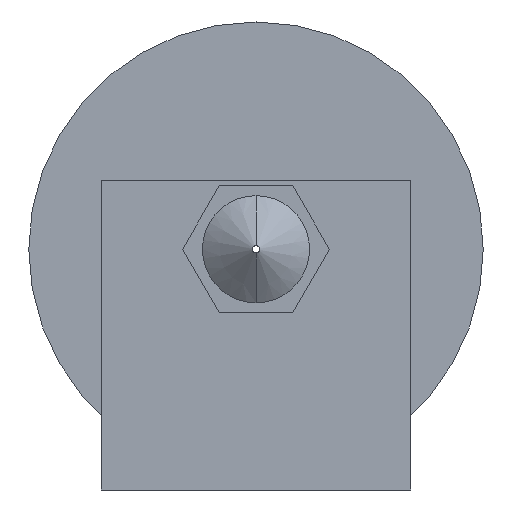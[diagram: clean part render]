
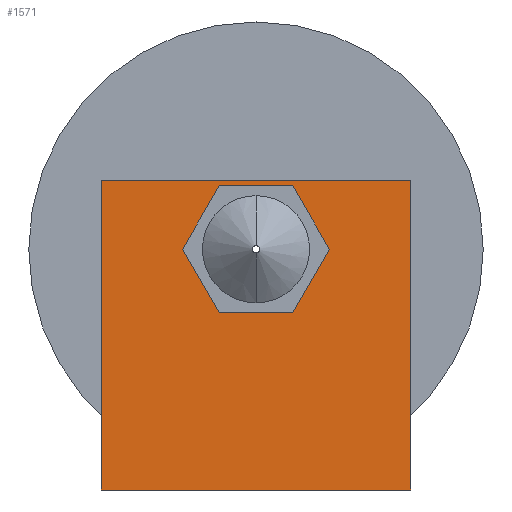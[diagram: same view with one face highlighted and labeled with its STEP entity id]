
A CAD part, front view. The second image highlights one B-rep face of the part: STEP entity #1571.
In plain terms, the highlighted planar face has unit normal (0, -1, 0).
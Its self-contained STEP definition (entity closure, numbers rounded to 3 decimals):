
#7 = ORIENTED_EDGE ( 'NONE', *, *, #1600, .F. ) ;
#81 = ORIENTED_EDGE ( 'NONE', *, *, #2778, .F. ) ;
#91 = VECTOR ( 'NONE', #396, 1000. ) ;
#111 = CARTESIAN_POINT ( 'NONE',  ( 8.5, -15., -13.242 ) ) ;
#156 = LINE ( 'NONE', #958, #1245 ) ;
#161 = EDGE_LOOP ( 'NONE', ( #901, #81, #361, #7, #2369, #430 ) ) ;
#295 = DIRECTION ( 'NONE',  ( 0., 0., 1. ) ) ;
#305 = CARTESIAN_POINT ( 'NONE',  ( -2.021, -15., 3.5 ) ) ;
#355 = CARTESIAN_POINT ( 'NONE',  ( -4.041, -15., 0. ) ) ;
#361 = ORIENTED_EDGE ( 'NONE', *, *, #2149, .F. ) ;
#389 = CARTESIAN_POINT ( 'NONE',  ( -4.041, -15., 0. ) ) ;
#393 = DIRECTION ( 'NONE',  ( -1., 0., 0. ) ) ;
#396 = DIRECTION ( 'NONE',  ( 0.5, 0., 0.866 ) ) ;
#430 = ORIENTED_EDGE ( 'NONE', *, *, #811, .F. ) ;
#432 = DIRECTION ( 'NONE',  ( 0., 0., 1. ) ) ;
#463 = ORIENTED_EDGE ( 'NONE', *, *, #2193, .T. ) ;
#496 = VECTOR ( 'NONE', #295, 1000. ) ;
#533 = CARTESIAN_POINT ( 'NONE',  ( 2.021, -15., -3.5 ) ) ;
#554 = VERTEX_POINT ( 'NONE', #1540 ) ;
#567 = CARTESIAN_POINT ( 'NONE',  ( -8.5, -15., -13.242 ) ) ;
#574 = VECTOR ( 'NONE', #2886, 1000. ) ;
#653 = CARTESIAN_POINT ( 'NONE',  ( 8.5, -15., -13.242 ) ) ;
#709 = VERTEX_POINT ( 'NONE', #653 ) ;
#764 = FACE_OUTER_BOUND ( 'NONE', #1699, .T. ) ;
#811 = EDGE_CURVE ( 'NONE', #1108, #1303, #1158, .T. ) ;
#853 = LINE ( 'NONE', #533, #91 ) ;
#872 = VERTEX_POINT ( 'NONE', #1810 ) ;
#901 = ORIENTED_EDGE ( 'NONE', *, *, #3058, .F. ) ;
#915 = VERTEX_POINT ( 'NONE', #1281 ) ;
#958 = CARTESIAN_POINT ( 'NONE',  ( -8.5, -15., 3.758 ) ) ;
#1080 = VECTOR ( 'NONE', #2267, 1000. ) ;
#1108 = VERTEX_POINT ( 'NONE', #2796 ) ;
#1158 = LINE ( 'NONE', #2288, #1080 ) ;
#1187 = VERTEX_POINT ( 'NONE', #1735 ) ;
#1232 = LINE ( 'NONE', #2409, #1338 ) ;
#1245 = VECTOR ( 'NONE', #393, 1000. ) ;
#1281 = CARTESIAN_POINT ( 'NONE',  ( -8.5, -15., 3.758 ) ) ;
#1295 = DIRECTION ( 'NONE',  ( 1., 0., 0. ) ) ;
#1303 = VERTEX_POINT ( 'NONE', #2465 ) ;
#1338 = VECTOR ( 'NONE', #3061, 1000. ) ;
#1369 = CARTESIAN_POINT ( 'NONE',  ( -8.5, -15., -13.242 ) ) ;
#1377 = LINE ( 'NONE', #355, #2526 ) ;
#1421 = VECTOR ( 'NONE', #2032, 1000. ) ;
#1516 = ORIENTED_EDGE ( 'NONE', *, *, #1948, .T. ) ;
#1540 = CARTESIAN_POINT ( 'NONE',  ( 2.021, -15., -3.5 ) ) ;
#1570 = CARTESIAN_POINT ( 'NONE',  ( 8.5, -15., 3.758 ) ) ;
#1571 = ADVANCED_FACE ( 'NONE', ( #764, #1866 ), #2162, .F. ) ;
#1600 = EDGE_CURVE ( 'NONE', #2789, #1187, #1377, .T. ) ;
#1631 = ORIENTED_EDGE ( 'NONE', *, *, #2793, .T. ) ;
#1686 = EDGE_CURVE ( 'NONE', #1303, #2789, #2808, .T. ) ;
#1699 = EDGE_LOOP ( 'NONE', ( #2375, #1516, #1631, #463 ) ) ;
#1728 = CARTESIAN_POINT ( 'NONE',  ( 0., -15., 0. ) ) ;
#1735 = CARTESIAN_POINT ( 'NONE',  ( -2.021, -15., -3.5 ) ) ;
#1792 = DIRECTION ( 'NONE',  ( 0., 0., -1. ) ) ;
#1810 = CARTESIAN_POINT ( 'NONE',  ( 4.041, -15., 0. ) ) ;
#1850 = DIRECTION ( 'NONE',  ( 0., 1., 0. ) ) ;
#1866 = FACE_BOUND ( 'NONE', #161, .T. ) ;
#1948 = EDGE_CURVE ( 'NONE', #2221, #709, #2397, .T. ) ;
#1976 = LINE ( 'NONE', #3014, #2325 ) ;
#1998 = VECTOR ( 'NONE', #1295, 1000. ) ;
#2023 = EDGE_CURVE ( 'NONE', #915, #2221, #1976, .T. ) ;
#2032 = DIRECTION ( 'NONE',  ( -0.5, 0., 0.866 ) ) ;
#2080 = CARTESIAN_POINT ( 'NONE',  ( 4.041, -15., 0. ) ) ;
#2149 = EDGE_CURVE ( 'NONE', #1187, #554, #1232, .T. ) ;
#2162 = PLANE ( 'NONE',  #2180 ) ;
#2164 = LINE ( 'NONE', #111, #496 ) ;
#2180 = AXIS2_PLACEMENT_3D ( 'NONE', #1728, #1850, #432 ) ;
#2193 = EDGE_CURVE ( 'NONE', #2262, #915, #156, .T. ) ;
#2221 = VERTEX_POINT ( 'NONE', #567 ) ;
#2262 = VERTEX_POINT ( 'NONE', #1570 ) ;
#2267 = DIRECTION ( 'NONE',  ( -1., 0., 0. ) ) ;
#2288 = CARTESIAN_POINT ( 'NONE',  ( 2.021, -15., 3.5 ) ) ;
#2325 = VECTOR ( 'NONE', #1792, 1000. ) ;
#2369 = ORIENTED_EDGE ( 'NONE', *, *, #1686, .F. ) ;
#2375 = ORIENTED_EDGE ( 'NONE', *, *, #2023, .T. ) ;
#2397 = LINE ( 'NONE', #1369, #1998 ) ;
#2409 = CARTESIAN_POINT ( 'NONE',  ( -2.021, -15., -3.5 ) ) ;
#2465 = CARTESIAN_POINT ( 'NONE',  ( -2.021, -15., 3.5 ) ) ;
#2526 = VECTOR ( 'NONE', #2547, 1000. ) ;
#2547 = DIRECTION ( 'NONE',  ( 0.5, 0., -0.866 ) ) ;
#2778 = EDGE_CURVE ( 'NONE', #554, #872, #853, .T. ) ;
#2781 = LINE ( 'NONE', #2080, #1421 ) ;
#2789 = VERTEX_POINT ( 'NONE', #389 ) ;
#2793 = EDGE_CURVE ( 'NONE', #709, #2262, #2164, .T. ) ;
#2796 = CARTESIAN_POINT ( 'NONE',  ( 2.021, -15., 3.5 ) ) ;
#2808 = LINE ( 'NONE', #305, #574 ) ;
#2886 = DIRECTION ( 'NONE',  ( -0.5, 0., -0.866 ) ) ;
#3014 = CARTESIAN_POINT ( 'NONE',  ( -8.5, -15., -13.242 ) ) ;
#3058 = EDGE_CURVE ( 'NONE', #872, #1108, #2781, .T. ) ;
#3061 = DIRECTION ( 'NONE',  ( 1., 0., 0. ) ) ;
